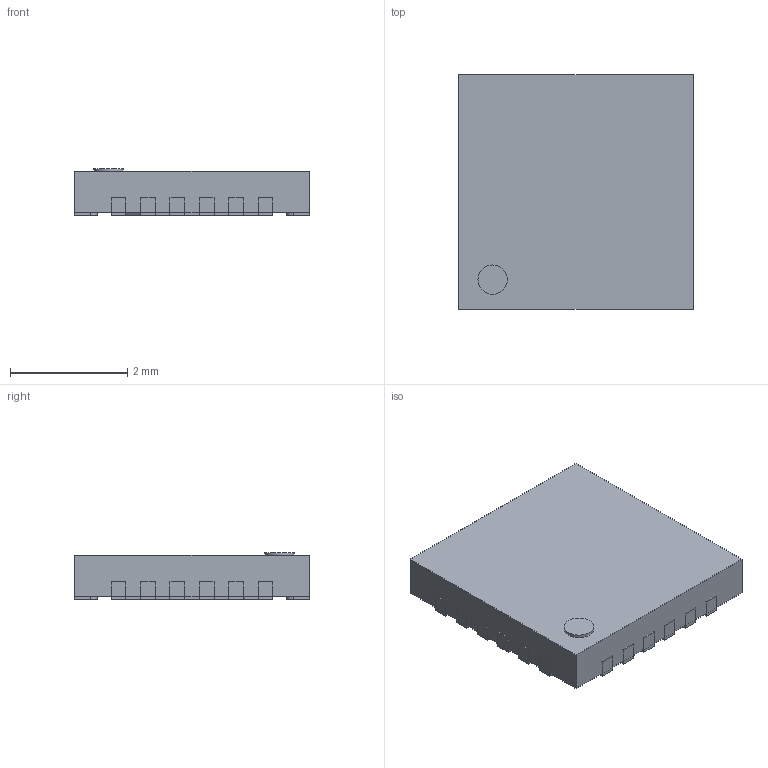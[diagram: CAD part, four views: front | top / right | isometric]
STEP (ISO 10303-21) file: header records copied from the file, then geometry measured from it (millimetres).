
FILE_DESCRIPTION(/* description */ (''),/* implementation_level */ '2;1');
FILE_NAME(/* name */ 'QFN24_4mm.stp',/* time_stamp */ '2017-02-09T18:20:26-05:00',/* author */ (''),/* organization */ (''),/* preprocessor_version */ 'ST-DEVELOPER v16.5',/* originating_system */ 'Autodesk Translation Framework v5.2.0.2920',/* authorisation */ '');
FILE_SCHEMA (('AUTOMOTIVE_DESIGN { 1 0 10303 214 3 1 1 }'));
Length unit declared in the file: millimetre
Products named in the file (3): QFN24_4mm v3; Component2; Component2(Mirror)
Assembly tree (24 placements, depth 2):
  QFN24_4mm v3
    Component2  x12
    Component2(Mirror)  x12
Bounding box: 4.02 x 4.02 x 0.8 mm (x, y, z)
Volume: 12.2 mm3; surface area: 69.2 mm2
Topology: 27 solids, 27 shells, 208 faces, 462 edges, 308 vertices
Faces by surface type: plane 159, cylinder 49
Full cylindrical faces by diameter (mm): 0.5 x1
Entity records: 1087 total; most frequent: DIRECTION 193, CARTESIAN_POINT 168, ORIENTED_EDGE 130, AXIS2_PLACEMENT_3D 69, EDGE_CURVE 65, LINE 55, VECTOR 55, VERTEX_POINT 44
